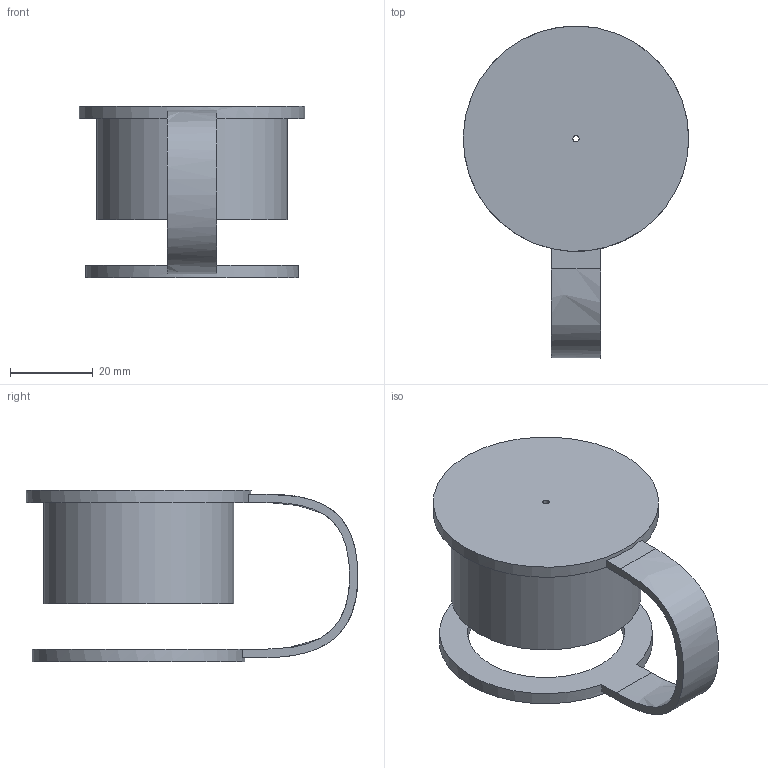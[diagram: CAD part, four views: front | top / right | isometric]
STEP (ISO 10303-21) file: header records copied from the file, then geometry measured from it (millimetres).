
FILE_DESCRIPTION((''),'2;1');
FILE_NAME('6204.stp','2014-09-19T16:51:23',(''),('KNOMI spol. s r. o.'),'Autodesk Inventor 2012','Autodesk Inventor 2012','');
FILE_SCHEMA(('AUTOMOTIVE_DESIGN { 1 2 10303 214 0 1 1 1 }'));
Length unit declared in the file: millimetre
Products named in the file (1): Prach.zásuv.RK Žlutá
Bounding box: 54.49 x 80.24 x 41.5 mm (x, y, z)
Volume: 26915 mm3; surface area: 16216.5 mm2
Topology: 1 solids, 1 shells, 23 faces, 56 edges, 37 vertices
Faces by surface type: plane 10, cylinder 8, cone 3, bspline 2
Full cylindrical faces by diameter (mm): 1.5 x1, 34.5 x1, 35.5 x1, 38 x1, 41.5 x1, 46 x1, 51.5 x1, 54.5 x1
Entity records: 854 total; most frequent: CARTESIAN_POINT 328, DIRECTION 102, ORIENTED_EDGE 86, EDGE_CURVE 43, AXIS2_PLACEMENT_3D 41, EDGE_LOOP 40, VERTEX_POINT 35, FACE_OUTER_BOUND 23
